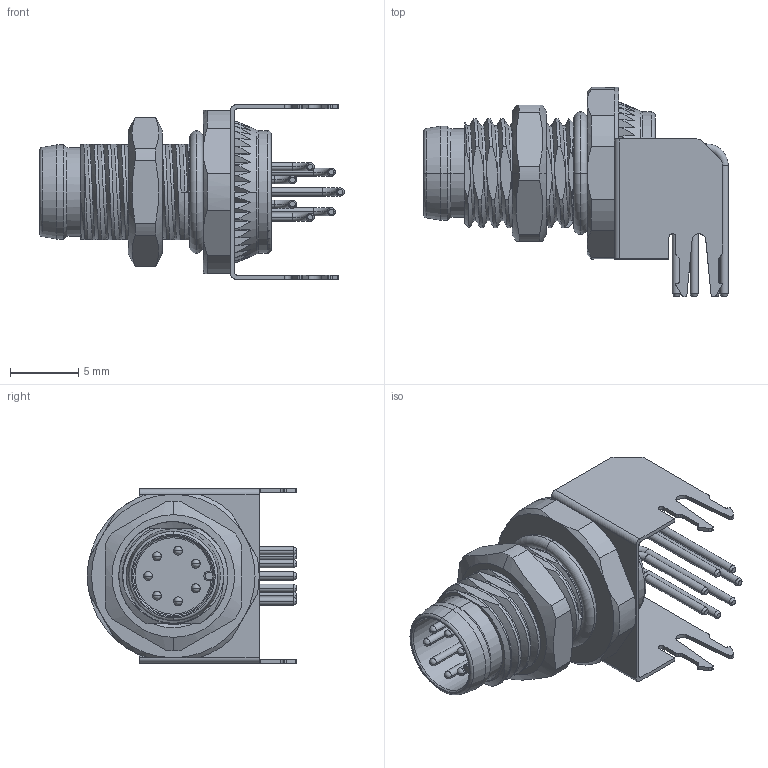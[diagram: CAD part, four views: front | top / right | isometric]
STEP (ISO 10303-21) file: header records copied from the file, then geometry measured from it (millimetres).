
FILE_DESCRIPTION((''),'2;1');
FILE_NAME('FM8ST0402-A07P104D00','2025-09-30T',('gongcheng16'),(''),'PRO/ENGINEER BY PARAMETRIC TECHNOLOGY CORPORATION, 2010280','PRO/ENGINEER BY PARAMETRIC TECHNOLOGY CORPORATION, 2010280','');
FILE_SCHEMA(('CONFIG_CONTROL_DESIGN'));
Length unit declared in the file: millimetre
Products named in the file (1): FM8ST0402-A07P104D00
Bounding box: 22.35 x 15.35 x 12.8 mm (x, y, z)
Volume: 300.4 mm3; surface area: 3046.1 mm2
Topology: 1 solids, 13 shells, 881 faces, 2363 edges, 1543 vertices
Faces by surface type: plane 391, cylinder 314, cone 86, bspline 43, torus 33, sphere 14
Entity records: 31905 total; most frequent: CARTESIAN_POINT 9927, ORIENTED_EDGE 4698, DIRECTION 4506, EDGE_CURVE 2349, AXIS2_PLACEMENT_3D 1702, VERTEX_POINT 1543, VECTOR 1102, LINE 1102
